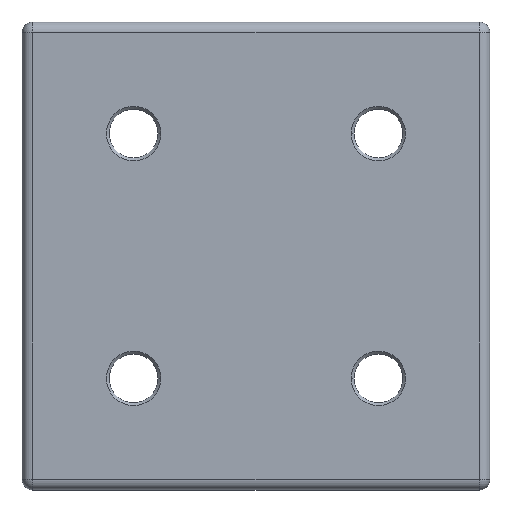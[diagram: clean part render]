
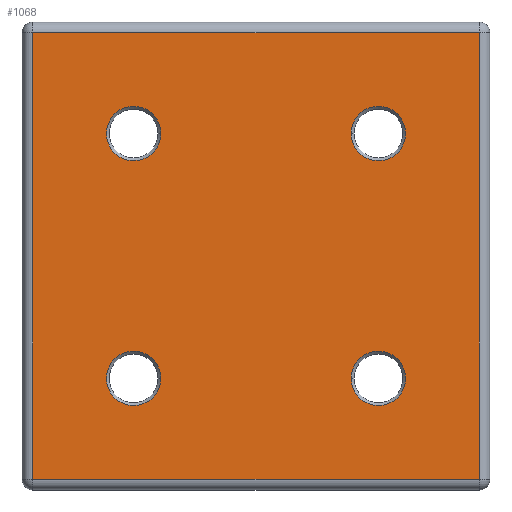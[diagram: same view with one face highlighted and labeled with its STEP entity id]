
A CAD part, top view. The second image highlights one B-rep face of the part: STEP entity #1068.
In plain terms, the highlighted planar face has unit normal (0, 0, 1).
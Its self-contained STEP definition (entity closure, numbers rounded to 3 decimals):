
#2 = CARTESIAN_POINT ( 'NONE',  ( 22.5, 22.5, 6. ) ) ;
#9 = FACE_BOUND ( 'NONE', #1057, .T. ) ;
#10 = VERTEX_POINT ( 'NONE', #24 ) ;
#13 = VECTOR ( 'NONE', #305, 1000. ) ;
#15 = FACE_BOUND ( 'NONE', #621, .T. ) ;
#16 = ORIENTED_EDGE ( 'NONE', *, *, #741, .T. ) ;
#18 = DIRECTION ( 'NONE',  ( 0., -1., 0. ) ) ;
#24 = CARTESIAN_POINT ( 'NONE',  ( -17.5, 22.5, 6. ) ) ;
#64 = VERTEX_POINT ( 'NONE', #796 ) ;
#95 = ORIENTED_EDGE ( 'NONE', *, *, #313, .T. ) ;
#102 = CARTESIAN_POINT ( 'NONE',  ( -41., -41., 6. ) ) ;
#107 = CARTESIAN_POINT ( 'NONE',  ( 27.5, 22.5, 6. ) ) ;
#108 = ORIENTED_EDGE ( 'NONE', *, *, #687, .F. ) ;
#116 = ORIENTED_EDGE ( 'NONE', *, *, #540, .T. ) ;
#143 = LINE ( 'NONE', #734, #496 ) ;
#154 = VERTEX_POINT ( 'NONE', #431 ) ;
#172 = EDGE_CURVE ( 'NONE', #473, #967, #1006, .T. ) ;
#174 = CIRCLE ( 'NONE', #453, 5. ) ;
#190 = VERTEX_POINT ( 'NONE', #983 ) ;
#201 = LINE ( 'NONE', #690, #13 ) ;
#239 = DIRECTION ( 'NONE',  ( -1., 0., 0. ) ) ;
#245 = AXIS2_PLACEMENT_3D ( 'NONE', #833, #358, #265 ) ;
#264 = DIRECTION ( 'NONE',  ( 0., 0., 1. ) ) ;
#265 = DIRECTION ( 'NONE',  ( 1., 0., 0. ) ) ;
#275 = DIRECTION ( 'NONE',  ( -1., 0., 0. ) ) ;
#278 = AXIS2_PLACEMENT_3D ( 'NONE', #371, #1131, #275 ) ;
#287 = DIRECTION ( 'NONE',  ( 0., 0., -1. ) ) ;
#289 = PLANE ( 'NONE',  #462 ) ;
#296 = DIRECTION ( 'NONE',  ( 0., 0., 1. ) ) ;
#299 = VERTEX_POINT ( 'NONE', #924 ) ;
#305 = DIRECTION ( 'NONE',  ( -1., 0., 0. ) ) ;
#313 = EDGE_CURVE ( 'NONE', #190, #154, #143, .T. ) ;
#316 = DIRECTION ( 'NONE',  ( 1., 0., 0. ) ) ;
#326 = CARTESIAN_POINT ( 'NONE',  ( -22.5, -22.5, 6. ) ) ;
#358 = DIRECTION ( 'NONE',  ( 0., 0., 1. ) ) ;
#371 = CARTESIAN_POINT ( 'NONE',  ( -22.5, 22.5, 6. ) ) ;
#386 = FACE_OUTER_BOUND ( 'NONE', #938, .T. ) ;
#387 = EDGE_CURVE ( 'NONE', #997, #1127, #174, .T. ) ;
#391 = CARTESIAN_POINT ( 'NONE',  ( -22.5, 22.5, 6. ) ) ;
#401 = CIRCLE ( 'NONE', #992, 5. ) ;
#402 = ORIENTED_EDGE ( 'NONE', *, *, #974, .F. ) ;
#417 = CARTESIAN_POINT ( 'NONE',  ( -41., 41., 6. ) ) ;
#431 = CARTESIAN_POINT ( 'NONE',  ( 41., -41., 6. ) ) ;
#439 = DIRECTION ( 'NONE',  ( 0., 0., 1. ) ) ;
#453 = AXIS2_PLACEMENT_3D ( 'NONE', #326, #1092, #239 ) ;
#460 = ORIENTED_EDGE ( 'NONE', *, *, #172, .F. ) ;
#462 = AXIS2_PLACEMENT_3D ( 'NONE', #1159, #296, #1056 ) ;
#465 = VECTOR ( 'NONE', #846, 1000. ) ;
#471 = EDGE_LOOP ( 'NONE', ( #460, #402 ) ) ;
#473 = VERTEX_POINT ( 'NONE', #851 ) ;
#480 = AXIS2_PLACEMENT_3D ( 'NONE', #637, #439, #316 ) ;
#488 = EDGE_CURVE ( 'NONE', #1162, #1175, #861, .T. ) ;
#496 = VECTOR ( 'NONE', #634, 1000. ) ;
#508 = CARTESIAN_POINT ( 'NONE',  ( 17.5, -22.5, 6. ) ) ;
#540 = EDGE_CURVE ( 'NONE', #64, #10, #1138, .T. ) ;
#573 = CARTESIAN_POINT ( 'NONE',  ( 41., 41., 6. ) ) ;
#580 = FACE_BOUND ( 'NONE', #1020, .T. ) ;
#621 = EDGE_LOOP ( 'NONE', ( #757, #116 ) ) ;
#634 = DIRECTION ( 'NONE',  ( 1., 0., 0. ) ) ;
#637 = CARTESIAN_POINT ( 'NONE',  ( 22.5, -22.5, 6. ) ) ;
#677 = LINE ( 'NONE', #573, #465 ) ;
#681 = CIRCLE ( 'NONE', #245, 5. ) ;
#684 = CARTESIAN_POINT ( 'NONE',  ( -17.5, -22.5, 6. ) ) ;
#687 = EDGE_CURVE ( 'NONE', #1175, #1162, #681, .T. ) ;
#690 = CARTESIAN_POINT ( 'NONE',  ( -41., 41., 6. ) ) ;
#695 = DIRECTION ( 'NONE',  ( -1., 0., 0. ) ) ;
#713 = CARTESIAN_POINT ( 'NONE',  ( 22.5, -22.5, 6. ) ) ;
#734 = CARTESIAN_POINT ( 'NONE',  ( 41., -41., 6. ) ) ;
#741 = EDGE_CURVE ( 'NONE', #154, #299, #677, .T. ) ;
#757 = ORIENTED_EDGE ( 'NONE', *, *, #1209, .T. ) ;
#764 = EDGE_CURVE ( 'NONE', #909, #190, #951, .T. ) ;
#796 = CARTESIAN_POINT ( 'NONE',  ( -27.5, 22.5, 6. ) ) ;
#800 = ORIENTED_EDGE ( 'NONE', *, *, #1196, .T. ) ;
#813 = DIRECTION ( 'NONE',  ( 1., 0., 0. ) ) ;
#833 = CARTESIAN_POINT ( 'NONE',  ( 22.5, 22.5, 6. ) ) ;
#846 = DIRECTION ( 'NONE',  ( 0., 1., 0. ) ) ;
#851 = CARTESIAN_POINT ( 'NONE',  ( 27.5, -22.5, 6. ) ) ;
#861 = CIRCLE ( 'NONE', #1053, 5. ) ;
#877 = CARTESIAN_POINT ( 'NONE',  ( 17.5, 22.5, 6. ) ) ;
#890 = AXIS2_PLACEMENT_3D ( 'NONE', #713, #892, #813 ) ;
#891 = CARTESIAN_POINT ( 'NONE',  ( -22.5, -22.5, 6. ) ) ;
#892 = DIRECTION ( 'NONE',  ( 0., 0., 1. ) ) ;
#893 = ORIENTED_EDGE ( 'NONE', *, *, #1135, .T. ) ;
#909 = VERTEX_POINT ( 'NONE', #417 ) ;
#911 = ORIENTED_EDGE ( 'NONE', *, *, #764, .T. ) ;
#924 = CARTESIAN_POINT ( 'NONE',  ( 41., 41., 6. ) ) ;
#938 = EDGE_LOOP ( 'NONE', ( #893, #911, #95, #16 ) ) ;
#951 = LINE ( 'NONE', #102, #1047 ) ;
#952 = FACE_BOUND ( 'NONE', #471, .T. ) ;
#953 = ORIENTED_EDGE ( 'NONE', *, *, #387, .T. ) ;
#967 = VERTEX_POINT ( 'NONE', #508 ) ;
#974 = EDGE_CURVE ( 'NONE', #967, #473, #982, .T. ) ;
#982 = CIRCLE ( 'NONE', #890, 5. ) ;
#983 = CARTESIAN_POINT ( 'NONE',  ( -41., -41., 6. ) ) ;
#988 = ORIENTED_EDGE ( 'NONE', *, *, #488, .F. ) ;
#992 = AXIS2_PLACEMENT_3D ( 'NONE', #891, #1055, #695 ) ;
#997 = VERTEX_POINT ( 'NONE', #1194 ) ;
#1006 = CIRCLE ( 'NONE', #480, 5. ) ;
#1013 = AXIS2_PLACEMENT_3D ( 'NONE', #391, #287, #1066 ) ;
#1020 = EDGE_LOOP ( 'NONE', ( #108, #988 ) ) ;
#1047 = VECTOR ( 'NONE', #18, 1000. ) ;
#1053 = AXIS2_PLACEMENT_3D ( 'NONE', #2, #264, #1125 ) ;
#1055 = DIRECTION ( 'NONE',  ( 0., 0., -1. ) ) ;
#1056 = DIRECTION ( 'NONE',  ( 1., 0., 0. ) ) ;
#1057 = EDGE_LOOP ( 'NONE', ( #800, #953 ) ) ;
#1066 = DIRECTION ( 'NONE',  ( -1., 0., 0. ) ) ;
#1068 = ADVANCED_FACE ( 'NONE', ( #580, #15, #952, #9, #386 ), #289, .T. ) ;
#1092 = DIRECTION ( 'NONE',  ( 0., 0., -1. ) ) ;
#1125 = DIRECTION ( 'NONE',  ( 1., 0., 0. ) ) ;
#1127 = VERTEX_POINT ( 'NONE', #684 ) ;
#1131 = DIRECTION ( 'NONE',  ( 0., 0., -1. ) ) ;
#1135 = EDGE_CURVE ( 'NONE', #299, #909, #201, .T. ) ;
#1138 = CIRCLE ( 'NONE', #278, 5. ) ;
#1159 = CARTESIAN_POINT ( 'NONE',  ( -41., 41., 6. ) ) ;
#1162 = VERTEX_POINT ( 'NONE', #877 ) ;
#1175 = VERTEX_POINT ( 'NONE', #107 ) ;
#1184 = CIRCLE ( 'NONE', #1013, 5. ) ;
#1194 = CARTESIAN_POINT ( 'NONE',  ( -27.5, -22.5, 6. ) ) ;
#1196 = EDGE_CURVE ( 'NONE', #1127, #997, #401, .T. ) ;
#1209 = EDGE_CURVE ( 'NONE', #10, #64, #1184, .T. ) ;
